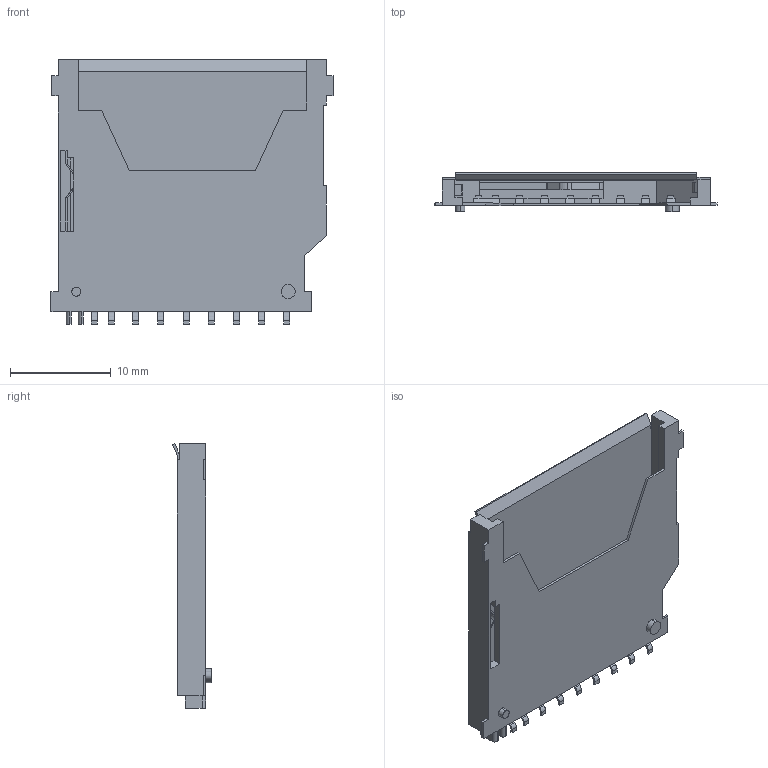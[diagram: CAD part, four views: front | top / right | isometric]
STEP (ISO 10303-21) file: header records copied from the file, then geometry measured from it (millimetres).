
FILE_DESCRIPTION (( 'STEP AP214' ), '1' );
FILE_NAME ('D5701BD8-8FC5-4719-9151-B7EFE8BFAF57.STEP', '2022-11-26T05:50:37', ( '' ), ( '' ), 'SwSTEP 2.0', 'SolidWorks 2022', '' );
FILE_SCHEMA (( 'AUTOMOTIVE_DESIGN' ));
Length unit declared in the file: millimetre
Products named in the file (1): D5701BD8-8FC5-4719-9151-B7EFE8BFAF57
Bounding box: 27.98 x 3.9 x 26.25 mm (x, y, z)
Volume: 543.8 mm3; surface area: 2490.5 mm2
Topology: 1 solids, 1 shells, 385 faces, 1079 edges, 709 vertices
Faces by surface type: plane 312, cylinder 73
Entity records: 12285 total; most frequent: CARTESIAN_POINT 2174, ORIENTED_EDGE 2158, DIRECTION 1997, EDGE_CURVE 1079, LINE 933, VECTOR 933, VERTEX_POINT 709, AXIS2_PLACEMENT_3D 532
